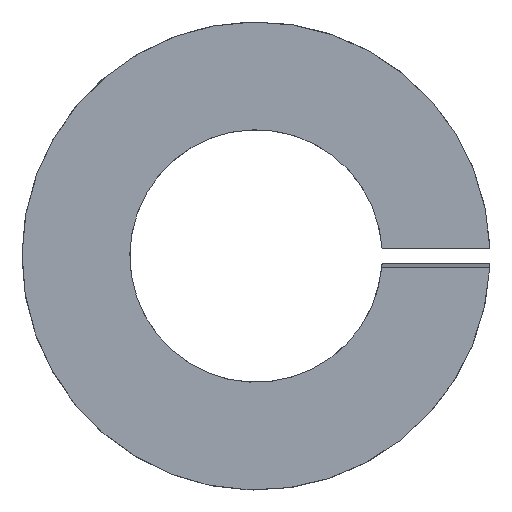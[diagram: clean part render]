
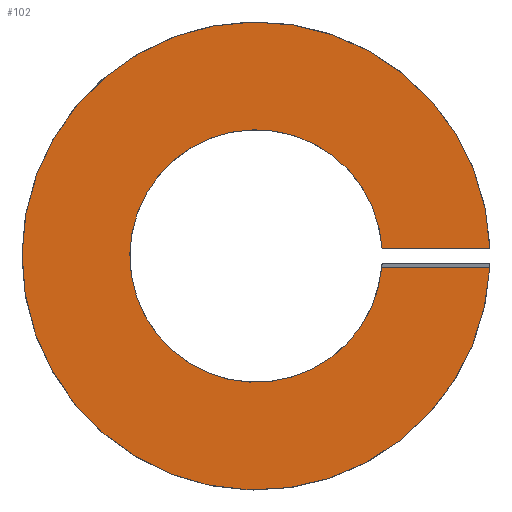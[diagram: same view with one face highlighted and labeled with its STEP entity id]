
A CAD part, left-side view. The second image highlights one B-rep face of the part: STEP entity #102.
In plain terms, the highlighted planar face has unit normal (-1, 0, 0).
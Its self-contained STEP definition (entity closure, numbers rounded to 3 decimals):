
#15=CIRCLE('',#133,3.8);
#16=CIRCLE('',#135,2.05);
#23=FACE_OUTER_BOUND('',#29,.T.);
#29=EDGE_LOOP('',(#76,#77,#78,#79));
#33=LINE('',#182,#37);
#34=LINE('',#188,#38);
#37=VECTOR('',#148,1000.);
#38=VECTOR('',#153,1000.);
#44=VERTEX_POINT('',#175);
#47=VERTEX_POINT('',#180);
#49=VERTEX_POINT('',#185);
#50=VERTEX_POINT('',#187);
#55=EDGE_CURVE('',#47,#44,#33,.T.);
#57=EDGE_CURVE('',#49,#50,#34,.T.);
#61=EDGE_CURVE('',#44,#49,#15,.T.);
#62=EDGE_CURVE('',#47,#50,#16,.T.);
#76=ORIENTED_EDGE('',*,*,#57,.F.);
#77=ORIENTED_EDGE('',*,*,#61,.F.);
#78=ORIENTED_EDGE('',*,*,#55,.F.);
#79=ORIENTED_EDGE('',*,*,#62,.T.);
#90=PLANE('',#134);
#102=ADVANCED_FACE('',(#23),#90,.T.);
#133=AXIS2_PLACEMENT_3D('',#194,#161,#162);
#134=AXIS2_PLACEMENT_3D('',#195,#163,#164);
#135=AXIS2_PLACEMENT_3D('',#196,#165,#166);
#148=DIRECTION('',(0.,-1.,0.));
#153=DIRECTION('',(0.,1.,0.));
#161=DIRECTION('center_axis',(1.,0.,0.));
#162=DIRECTION('ref_axis',(0.,0.,-1.));
#163=DIRECTION('center_axis',(-1.,0.,0.));
#164=DIRECTION('ref_axis',(0.,0.,1.));
#165=DIRECTION('center_axis',(1.,0.,0.));
#166=DIRECTION('ref_axis',(0.,0.,-1.));
#175=CARTESIAN_POINT('',(0.,-3.795,-0.192));
#180=CARTESIAN_POINT('',(0.,-2.041,-0.192));
#182=CARTESIAN_POINT('',(0.,0.,-0.192));
#185=CARTESIAN_POINT('',(0.,-3.798,0.123));
#187=CARTESIAN_POINT('',(0.,-2.046,0.123));
#188=CARTESIAN_POINT('',(0.,0.,0.123));
#194=CARTESIAN_POINT('Origin',(0.,0.,0.));
#195=CARTESIAN_POINT('Origin',(0.,0.,-3.8));
#196=CARTESIAN_POINT('Origin',(0.,0.,0.));
